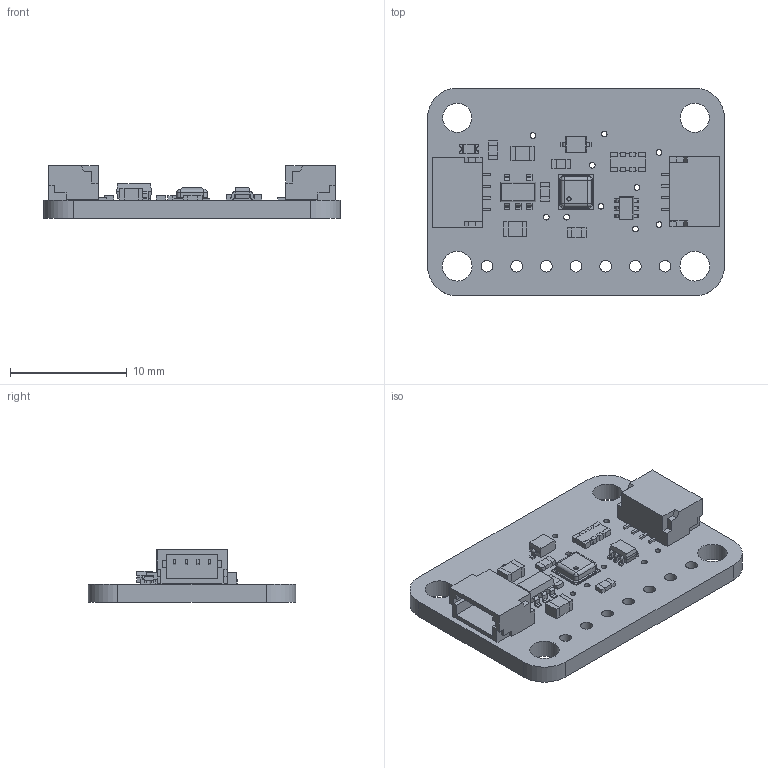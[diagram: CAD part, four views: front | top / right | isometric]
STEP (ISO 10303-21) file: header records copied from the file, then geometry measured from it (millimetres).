
FILE_DESCRIPTION(/* description */ (''),/* implementation_level */ '2;1');
FILE_NAME(/* name */ 'PCB Component.step',/* time_stamp */ '2022-07-29T15:45:04-04:00',/* author */ (''),/* organization */ (''),/* preprocessor_version */ 'ST-DEVELOPER v19',/* originating_system */ 'Autodesk Translation Framework v11.7.0.108',/* authorisation */ '');
FILE_SCHEMA (('AUTOMOTIVE_DESIGN { 1 0 10303 214 3 1 1 }'));
Length unit declared in the file: millimetre
Products named in the file (11): PCB Component; Board; 10uF; AP2112K-3.3; 10K; 10K_1; BSS138; STEMMA_I2C_QT; GREEN; 1N4148; BME680
Assembly tree (15 placements, depth 2):
  PCB Component
    Board
    10uF  x2
    AP2112K-3.3
    10K  x4
    10K_1
    BSS138
    STEMMA_I2C_QT  x2
    GREEN
    1N4148
    BME680
Bounding box: 25.4 x 17.78 x 4.53 mm (x, y, z)
Volume: 771.8 mm3; surface area: 1562.8 mm2
Topology: 27 solids, 27 shells, 755 faces, 1965 edges, 1284 vertices
Faces by surface type: plane 644, cylinder 99, bspline 4, torus 4, sphere 4
Full cylindrical faces by diameter (mm): 0.35 x1, 0.483 x15, 1 x7, 2.5 x2, 2.54 x2
Entity records: 19389 total; most frequent: CARTESIAN_POINT 3307, ORIENTED_EDGE 3154, DIRECTION 3051, EDGE_CURVE 1577, LINE 1367, VECTOR 1367, VERTEX_POINT 1026, AXIS2_PLACEMENT_3D 842
